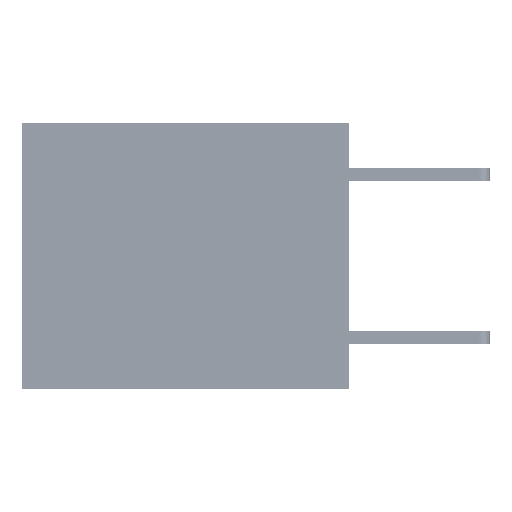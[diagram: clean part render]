
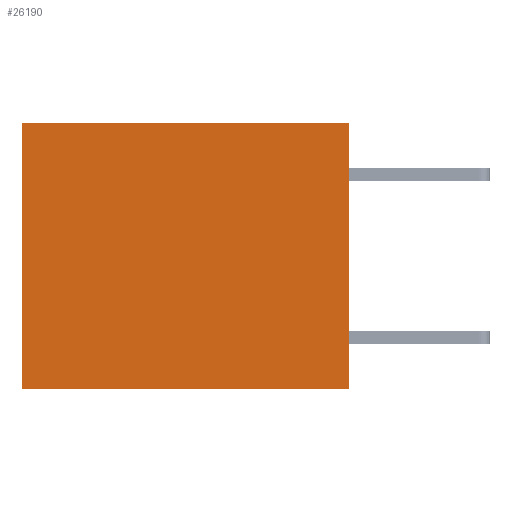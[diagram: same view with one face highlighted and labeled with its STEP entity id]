
A CAD part, left-side view. The second image highlights one B-rep face of the part: STEP entity #26190.
In plain terms, the highlighted planar face has unit normal (-1, 0, 0).
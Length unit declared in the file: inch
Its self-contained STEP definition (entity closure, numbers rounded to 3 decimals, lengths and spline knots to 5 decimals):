
#483 = VERTEX_POINT ( 'NONE', #27300 ) ;
#1811 = VECTOR ( 'NONE', #17347, 39.37008 ) ;
#4399 = DIRECTION ( 'NONE',  ( 1., 0., 0. ) ) ;
#5817 = VECTOR ( 'NONE', #19710, 39.37008 ) ;
#7622 = ORIENTED_EDGE ( 'NONE', *, *, #30799, .T. ) ;
#7794 = DIRECTION ( 'NONE',  ( 0., 0., -1. ) ) ;
#8114 = EDGE_LOOP ( 'NONE', ( #7622, #30584, #26276, #33003 ) ) ;
#9211 = LINE ( 'NONE', #34345, #1811 ) ;
#9522 = CARTESIAN_POINT ( 'NONE',  ( 0.3165, 0.6, 0. ) ) ;
#9758 = VERTEX_POINT ( 'NONE', #24080 ) ;
#11573 = CARTESIAN_POINT ( 'NONE',  ( 0.3165, 0., -0.49 ) ) ;
#12107 = LINE ( 'NONE', #25929, #30387 ) ;
#12264 = VERTEX_POINT ( 'NONE', #9522 ) ;
#12922 = EDGE_CURVE ( 'NONE', #483, #9758, #32776, .T. ) ;
#15107 = DIRECTION ( 'NONE',  ( 0., 1., 0. ) ) ;
#15149 = CARTESIAN_POINT ( 'NONE',  ( 0.3165, 0., 0. ) ) ;
#17347 = DIRECTION ( 'NONE',  ( 0., 0., -1. ) ) ;
#17892 = LINE ( 'NONE', #25801, #31775 ) ;
#19710 = DIRECTION ( 'NONE',  ( 0., 1., 0. ) ) ;
#20940 = VERTEX_POINT ( 'NONE', #15149 ) ;
#23012 = DIRECTION ( 'NONE',  ( 0., 0., -1. ) ) ;
#24029 = EDGE_CURVE ( 'NONE', #20940, #483, #12107, .T. ) ;
#24080 = CARTESIAN_POINT ( 'NONE',  ( 0.3165, 0.6, -0.49 ) ) ;
#25547 = AXIS2_PLACEMENT_3D ( 'NONE', #31977, #4399, #7794 ) ;
#25801 = CARTESIAN_POINT ( 'NONE',  ( 0.3165, 0., 0. ) ) ;
#25929 = CARTESIAN_POINT ( 'NONE',  ( 0.3165, 0., -0.49 ) ) ;
#26190 = ADVANCED_FACE ( 'NONE', ( #28217 ), #26532, .F. ) ;
#26276 = ORIENTED_EDGE ( 'NONE', *, *, #24029, .F. ) ;
#26532 = PLANE ( 'NONE',  #25547 ) ;
#27300 = CARTESIAN_POINT ( 'NONE',  ( 0.3165, 0., -0.49 ) ) ;
#28217 = FACE_OUTER_BOUND ( 'NONE', #8114, .T. ) ;
#30387 = VECTOR ( 'NONE', #23012, 39.37008 ) ;
#30584 = ORIENTED_EDGE ( 'NONE', *, *, #12922, .F. ) ;
#30799 = EDGE_CURVE ( 'NONE', #12264, #9758, #9211, .T. ) ;
#31162 = EDGE_CURVE ( 'NONE', #20940, #12264, #17892, .T. ) ;
#31775 = VECTOR ( 'NONE', #15107, 39.37008 ) ;
#31977 = CARTESIAN_POINT ( 'NONE',  ( 0.3165, 0., -0.49 ) ) ;
#32776 = LINE ( 'NONE', #11573, #5817 ) ;
#33003 = ORIENTED_EDGE ( 'NONE', *, *, #31162, .T. ) ;
#34345 = CARTESIAN_POINT ( 'NONE',  ( 0.3165, 0.6, -0.49 ) ) ;
